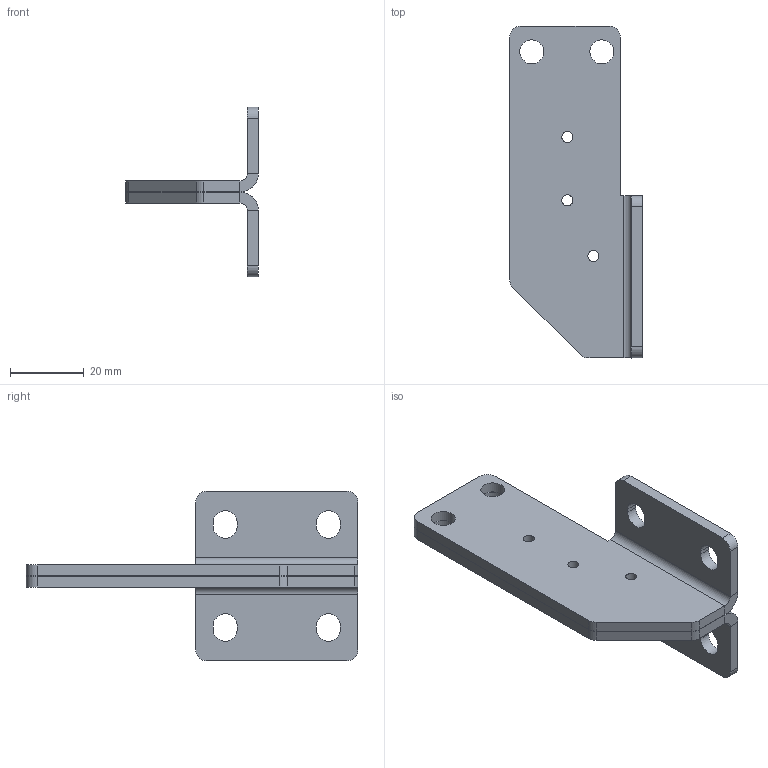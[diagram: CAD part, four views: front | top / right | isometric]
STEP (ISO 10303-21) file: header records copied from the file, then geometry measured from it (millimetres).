
FILE_DESCRIPTION(/* description */ (''),/* implementation_level */ '2;1');
FILE_NAME(/* name */ '800 004.stp',/* time_stamp */ '2023-12-18T08:59:13+01:00',/* author */ ('dusan.cotek'),/* organization */ (''),/* preprocessor_version */ 'ST-DEVELOPER v20',/* originating_system */ 'Autodesk Inventor 2024',/* authorisation */ '');
FILE_SCHEMA (('AUTOMOTIVE_DESIGN { 1 0 10303 214 3 1 1 }'));
Length unit declared in the file: millimetre
Products named in the file (1): 800 004
Bounding box: 36 x 90 x 46 mm (x, y, z)
Volume: 20293.8 mm3; surface area: 15913.6 mm2
Topology: 2 solids, 2 shells, 72 faces, 192 edges, 124 vertices
Faces by surface type: plane 38, cylinder 34
Full cylindrical faces by diameter (mm): 3 x6, 6.5 x4
Entity records: 2346 total; most frequent: DIRECTION 406, CARTESIAN_POINT 389, ORIENTED_EDGE 384, EDGE_CURVE 192, AXIS2_PLACEMENT_3D 141, LINE 124, VECTOR 124, VERTEX_POINT 124
